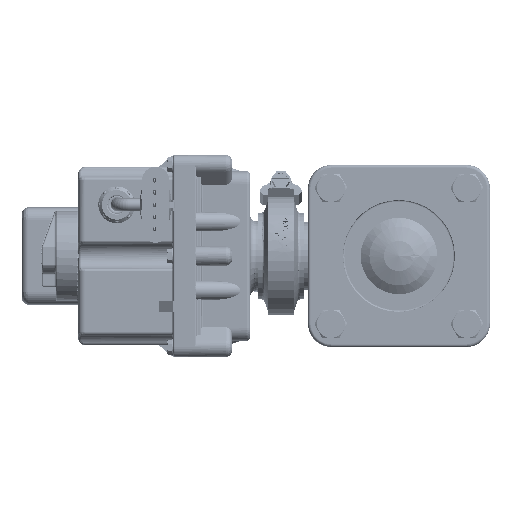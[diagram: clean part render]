
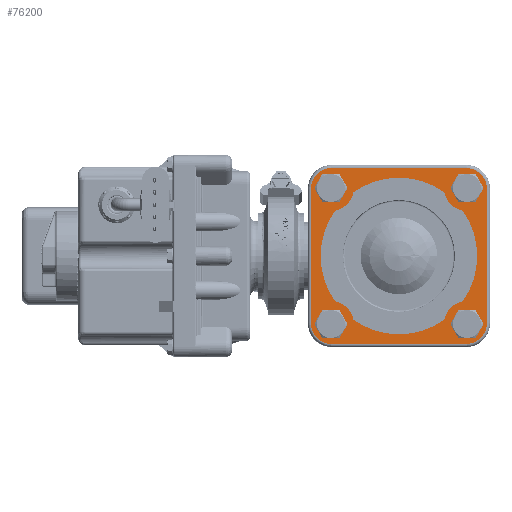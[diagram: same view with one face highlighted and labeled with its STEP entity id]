
A CAD part, left-side view. The second image highlights one B-rep face of the part: STEP entity #76200.
In plain terms, the highlighted planar face has unit normal (-1, 0, 0).
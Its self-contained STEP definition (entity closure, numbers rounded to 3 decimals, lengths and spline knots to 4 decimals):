
#4132=LINE($,#112552,#10154);
#4133=LINE($,#112560,#10155);
#4135=LINE($,#112571,#10157);
#4136=LINE($,#112577,#10158);
#10154=VECTOR($,#89419,2.6225);
#10155=VECTOR($,#89430,2.6225);
#10157=VECTOR($,#89444,2.6225);
#10158=VECTOR($,#89453,2.6225);
#16100=PLANE($,#81261);
#18612=FACE_BOUND($,#24464,.T.);
#18613=FACE_BOUND($,#24465,.T.);
#18614=FACE_BOUND($,#24466,.T.);
#18615=FACE_BOUND($,#24467,.T.);
#18616=FACE_BOUND($,#24468,.T.);
#18617=FACE_BOUND($,#24469,.T.);
#24464=EDGE_LOOP($,(#52961));
#24465=EDGE_LOOP($,(#52962));
#24466=EDGE_LOOP($,(#52963));
#24467=EDGE_LOOP($,(#52964));
#24468=EDGE_LOOP($,(#52965));
#24469=EDGE_LOOP($,(#52966,#52967,#52968,#52969,#52970,#52971,#52972,#52973));
#29926=CIRCLE($,#81241,0.4087);
#29930=CIRCLE($,#81247,0.4087);
#29934=CIRCLE($,#81253,0.4087);
#29937=CIRCLE($,#81258,0.4088);
#29938=CIRCLE($,#81262,1.215);
#29939=CIRCLE($,#81263,0.203);
#29940=CIRCLE($,#81264,0.203);
#29941=CIRCLE($,#81265,0.203);
#29942=CIRCLE($,#81266,0.203);
#33172=VERTEX_POINT($,#112544);
#33173=VERTEX_POINT($,#112546);
#33174=VERTEX_POINT($,#112550);
#33175=VERTEX_POINT($,#112554);
#33176=VERTEX_POINT($,#112558);
#33177=VERTEX_POINT($,#112562);
#33179=VERTEX_POINT($,#112568);
#33180=VERTEX_POINT($,#112573);
#33181=VERTEX_POINT($,#112581);
#33182=VERTEX_POINT($,#112583);
#33183=VERTEX_POINT($,#112585);
#33184=VERTEX_POINT($,#112587);
#33185=VERTEX_POINT($,#112589);
#40916=EDGE_CURVE($,#33172,#33173,#29926,.T.);
#40919=EDGE_CURVE($,#33173,#33174,#4132,.T.);
#40921=EDGE_CURVE($,#33174,#33175,#29930,.T.);
#40923=EDGE_CURVE($,#33175,#33176,#4133,.T.);
#40926=EDGE_CURVE($,#33176,#33177,#29934,.T.);
#40929=EDGE_CURVE($,#33177,#33179,#4135,.T.);
#40931=EDGE_CURVE($,#33179,#33180,#29937,.T.);
#40932=EDGE_CURVE($,#33180,#33172,#4136,.T.);
#40934=EDGE_CURVE($,#33181,#33181,#29938,.T.);
#40935=EDGE_CURVE($,#33182,#33182,#29939,.T.);
#40936=EDGE_CURVE($,#33183,#33183,#29940,.T.);
#40937=EDGE_CURVE($,#33184,#33184,#29941,.T.);
#40938=EDGE_CURVE($,#33185,#33185,#29942,.T.);
#52961=ORIENTED_EDGE($,*,*,#40934,.F.);
#52962=ORIENTED_EDGE($,*,*,#40935,.T.);
#52963=ORIENTED_EDGE($,*,*,#40936,.T.);
#52964=ORIENTED_EDGE($,*,*,#40937,.T.);
#52965=ORIENTED_EDGE($,*,*,#40938,.T.);
#52966=ORIENTED_EDGE($,*,*,#40916,.F.);
#52967=ORIENTED_EDGE($,*,*,#40932,.F.);
#52968=ORIENTED_EDGE($,*,*,#40931,.F.);
#52969=ORIENTED_EDGE($,*,*,#40929,.F.);
#52970=ORIENTED_EDGE($,*,*,#40926,.F.);
#52971=ORIENTED_EDGE($,*,*,#40923,.F.);
#52972=ORIENTED_EDGE($,*,*,#40921,.F.);
#52973=ORIENTED_EDGE($,*,*,#40919,.F.);
#76200=ADVANCED_FACE($,(#18612,#18613,#18614,#18615,#18616,#18617),#16100,
 .F.);
#81241=AXIS2_PLACEMENT_3D($,#112547,#89411,#89412);
#81247=AXIS2_PLACEMENT_3D($,#112556,#89424,#89425);
#81253=AXIS2_PLACEMENT_3D($,#112566,#89437,#89438);
#81258=AXIS2_PLACEMENT_3D($,#112575,#89449,#89450);
#81261=AXIS2_PLACEMENT_3D($,#112580,#89457,#89458);
#81262=AXIS2_PLACEMENT_3D($,#112582,#89459,#89460);
#81263=AXIS2_PLACEMENT_3D($,#112584,#89461,#89462);
#81264=AXIS2_PLACEMENT_3D($,#112586,#89463,#89464);
#81265=AXIS2_PLACEMENT_3D($,#112588,#89465,#89466);
#81266=AXIS2_PLACEMENT_3D($,#112590,#89467,#89468);
#89411=DIRECTION('center_axis',(1.,0.,0.));
#89412=DIRECTION('ref_axis',(0.,0.707,0.707));
#89419=DIRECTION($,(0.,-1.,0.));
#89424=DIRECTION('center_axis',(1.,0.,0.));
#89425=DIRECTION('ref_axis',(0.,-0.707,0.707));
#89430=DIRECTION($,(0.,0.,-1.));
#89437=DIRECTION('center_axis',(1.,0.,0.));
#89438=DIRECTION('ref_axis',(0.,-0.707,
-0.707));
#89444=DIRECTION($,(0.,1.,0.));
#89449=DIRECTION('center_axis',(1.,0.,0.));
#89450=DIRECTION('ref_axis',(0.,0.707,-0.707));
#89453=DIRECTION($,(0.,0.,1.));
#89457=DIRECTION('center_axis',(1.,0.,0.));
#89458=DIRECTION('ref_axis',(0.,0.,-1.));
#89459=DIRECTION('center_axis',(-1.,0.,0.));
#89460=DIRECTION('ref_axis',(0.,0.,
-1.));
#89461=DIRECTION('center_axis',(1.,0.,0.));
#89462=DIRECTION('ref_axis',(0.,0.,
1.));
#89463=DIRECTION('center_axis',(1.,0.,0.));
#89464=DIRECTION('ref_axis',(0.,0.,
1.));
#89465=DIRECTION('center_axis',(1.,0.,0.));
#89466=DIRECTION('ref_axis',(0.,0.,
1.));
#89467=DIRECTION('center_axis',(1.,0.,0.));
#89468=DIRECTION('ref_axis',(0.,0.,
1.));
#112544=CARTESIAN_POINT('',(-0.94,1.72,1.3113));
#112546=CARTESIAN_POINT('',(-0.94,1.3113,1.72));
#112547=CARTESIAN_POINT('Origin',(-0.94,1.3113,1.3113));
#112550=CARTESIAN_POINT('',(-0.94,-1.3113,1.72));
#112552=CARTESIAN_POINT($,(-0.94,0.6556,1.72));
#112554=CARTESIAN_POINT('',(-0.94,-1.72,1.3113));
#112556=CARTESIAN_POINT('Origin',(-0.94,-1.3113,1.3113));
#112558=CARTESIAN_POINT('',(-0.94,-1.72,-1.3113));
#112560=CARTESIAN_POINT($,(-0.94,-1.72,0.6556));
#112562=CARTESIAN_POINT('',(-0.94,-1.3113,-1.72));
#112566=CARTESIAN_POINT('Origin',(-0.94,-1.3113,-1.3113));
#112568=CARTESIAN_POINT('',(-0.94,1.3113,-1.72));
#112571=CARTESIAN_POINT($,(-0.94,-0.6556,-1.72));
#112573=CARTESIAN_POINT('',(-0.94,1.72,-1.3113));
#112575=CARTESIAN_POINT('Origin',(-0.94,1.3113,-1.3113));
#112577=CARTESIAN_POINT($,(-0.94,1.72,-0.6556));
#112580=CARTESIAN_POINT('Origin',(-0.94,0.,0.));
#112581=CARTESIAN_POINT('',(-0.94,0.,1.215));
#112582=CARTESIAN_POINT('Origin',(-0.94,0.,0.));
#112583=CARTESIAN_POINT('',(-0.94,1.3294,-1.1264));
#112584=CARTESIAN_POINT('Origin',(-0.94,1.3294,-1.3294));
#112585=CARTESIAN_POINT('',(-0.94,-1.3294,-1.1264));
#112586=CARTESIAN_POINT('Origin',(-0.94,-1.3294,-1.3294));
#112587=CARTESIAN_POINT('',(-0.94,-1.3294,1.5324));
#112588=CARTESIAN_POINT('Origin',(-0.94,-1.3294,1.3294));
#112589=CARTESIAN_POINT('',(-0.94,1.3294,1.5324));
#112590=CARTESIAN_POINT('Origin',(-0.94,1.3294,1.3294));
